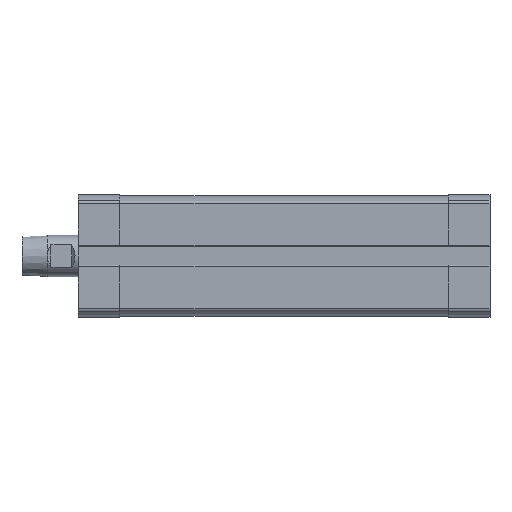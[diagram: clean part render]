
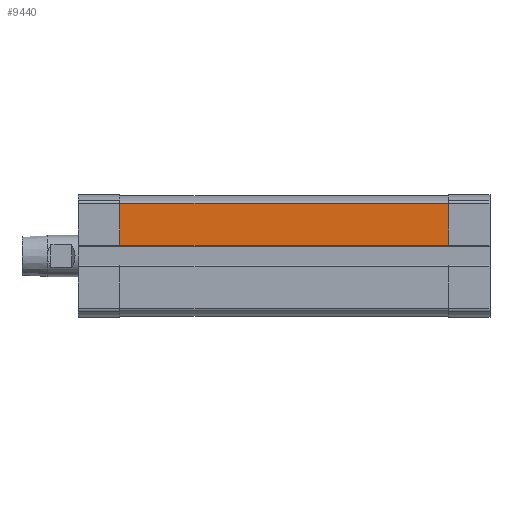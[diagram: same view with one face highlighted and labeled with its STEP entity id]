
A CAD part, left-side view. The second image highlights one B-rep face of the part: STEP entity #9440.
In plain terms, the highlighted planar face has unit normal (-1, 0, 0).
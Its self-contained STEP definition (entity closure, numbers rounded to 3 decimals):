
#89=PLANE('',#10265);
#972=LINE('',#15281,#1704);
#973=LINE('',#15283,#1705);
#974=LINE('',#15285,#1706);
#975=LINE('',#15287,#1707);
#1704=VECTOR('',#11909,1000.);
#1705=VECTOR('',#11912,1000.);
#1706=VECTOR('',#11913,1000.);
#1707=VECTOR('',#11914,1000.);
#3020=ORIENTED_EDGE('',*,*,#5565,.T.);
#3021=ORIENTED_EDGE('',*,*,#5564,.F.);
#3022=ORIENTED_EDGE('',*,*,#5566,.F.);
#3023=ORIENTED_EDGE('',*,*,#5567,.T.);
#5564=EDGE_CURVE('',#6827,#6826,#972,.T.);
#5565=EDGE_CURVE('',#6828,#6826,#973,.T.);
#5566=EDGE_CURVE('',#6829,#6827,#974,.T.);
#5567=EDGE_CURVE('',#6829,#6828,#975,.T.);
#6826=VERTEX_POINT('',#15278);
#6827=VERTEX_POINT('',#15280);
#6828=VERTEX_POINT('',#15284);
#6829=VERTEX_POINT('',#15286);
#7925=EDGE_LOOP('',(#3020,#3021,#3022,#3023));
#8636=FACE_BOUND('',#7925,.T.);
#9440=ADVANCED_FACE('',(#8636),#89,.F.);
#10265=AXIS2_PLACEMENT_3D('',#15282,#11910,#11911);
#11909=DIRECTION('',(0.,-1.,0.));
#11910=DIRECTION('',(1.,0.,0.));
#11911=DIRECTION('',(0.,0.,-1.));
#11912=DIRECTION('',(0.,0.,1.));
#11913=DIRECTION('',(0.,0.,1.));
#11914=DIRECTION('',(0.,-1.,0.));
#15278=CARTESIAN_POINT('',(-17.5,12.,15.253));
#15280=CARTESIAN_POINT('',(-17.5,107.5,15.253));
#15281=CARTESIAN_POINT('',(-17.5,107.5,15.253));
#15282=CARTESIAN_POINT('',(-17.5,107.5,3.1));
#15283=CARTESIAN_POINT('',(-17.5,12.,3.1));
#15284=CARTESIAN_POINT('',(-17.5,12.,3.1));
#15285=CARTESIAN_POINT('',(-17.5,107.5,3.1));
#15286=CARTESIAN_POINT('',(-17.5,107.5,3.1));
#15287=CARTESIAN_POINT('',(-17.5,107.5,3.1));
